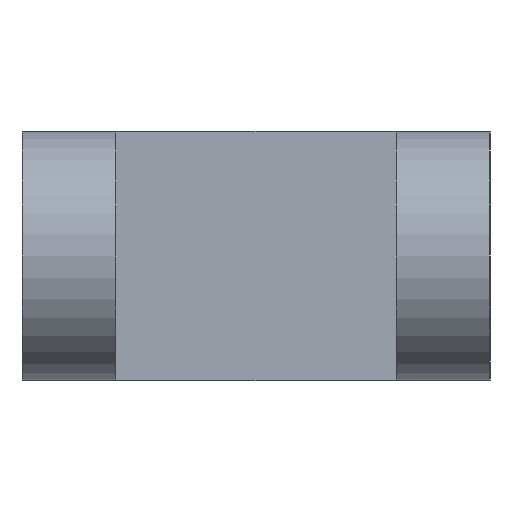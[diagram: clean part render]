
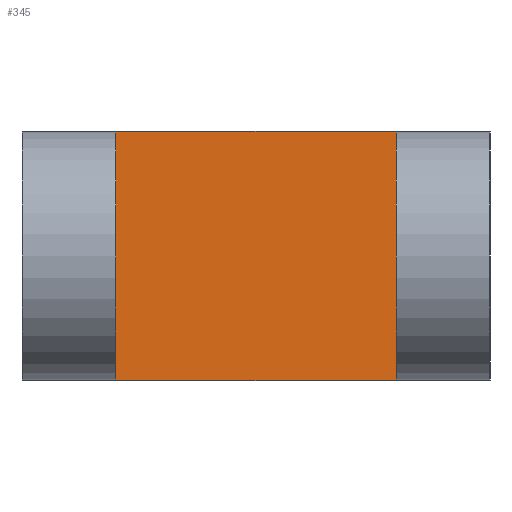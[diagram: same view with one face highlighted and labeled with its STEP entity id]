
A CAD part, left-side view. The second image highlights one B-rep face of the part: STEP entity #345.
In plain terms, the highlighted planar face has unit normal (-1, 0, 0).
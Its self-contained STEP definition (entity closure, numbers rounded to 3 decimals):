
#2 = EDGE_CURVE ( 'NONE', #194, #170, #192, .T. ) ;
#12 = CARTESIAN_POINT ( 'NONE',  ( 16.5, 48., -16.001 ) ) ;
#14 = ORIENTED_EDGE ( 'NONE', *, *, #622, .F. ) ;
#35 = DIRECTION ( 'NONE',  ( 0., 1., 0. ) ) ;
#48 = VECTOR ( 'NONE', #84, 1000. ) ;
#72 = LINE ( 'NONE', #335, #553 ) ;
#84 = DIRECTION ( 'NONE',  ( 0., -1., 0. ) ) ;
#112 = ORIENTED_EDGE ( 'NONE', *, *, #482, .T. ) ;
#130 = ORIENTED_EDGE ( 'NONE', *, *, #2, .T. ) ;
#144 = CARTESIAN_POINT ( 'NONE',  ( 16.5, 12., -16. ) ) ;
#149 = VECTOR ( 'NONE', #234, 1000. ) ;
#170 = VERTEX_POINT ( 'NONE', #144 ) ;
#192 = LINE ( 'NONE', #610, #48 ) ;
#194 = VERTEX_POINT ( 'NONE', #626 ) ;
#203 = VERTEX_POINT ( 'NONE', #483 ) ;
#234 = DIRECTION ( 'NONE',  ( 0., 0., 1. ) ) ;
#259 = EDGE_CURVE ( 'NONE', #170, #604, #72, .T. ) ;
#274 = LINE ( 'NONE', #418, #505 ) ;
#316 = EDGE_LOOP ( 'NONE', ( #130, #370, #112, #14 ) ) ;
#335 = CARTESIAN_POINT ( 'NONE',  ( 16.5, 12., -16.001 ) ) ;
#345 = ADVANCED_FACE ( 'NONE', ( #520 ), #393, .F. ) ;
#370 = ORIENTED_EDGE ( 'NONE', *, *, #259, .T. ) ;
#391 = CARTESIAN_POINT ( 'NONE',  ( 16.5, 12., 16. ) ) ;
#393 = PLANE ( 'NONE',  #454 ) ;
#400 = CARTESIAN_POINT ( 'NONE',  ( 16.5, 48., -16.001 ) ) ;
#418 = CARTESIAN_POINT ( 'NONE',  ( 16.5, 48., 16. ) ) ;
#450 = DIRECTION ( 'NONE',  ( 1., 0., 0. ) ) ;
#454 = AXIS2_PLACEMENT_3D ( 'NONE', #400, #450, #599 ) ;
#482 = EDGE_CURVE ( 'NONE', #604, #203, #274, .T. ) ;
#483 = CARTESIAN_POINT ( 'NONE',  ( 16.5, 48., 16. ) ) ;
#505 = VECTOR ( 'NONE', #35, 1000. ) ;
#520 = FACE_OUTER_BOUND ( 'NONE', #316, .T. ) ;
#553 = VECTOR ( 'NONE', #584, 1000. ) ;
#584 = DIRECTION ( 'NONE',  ( 0., 0., 1. ) ) ;
#599 = DIRECTION ( 'NONE',  ( 0., 0., -1. ) ) ;
#604 = VERTEX_POINT ( 'NONE', #391 ) ;
#609 = LINE ( 'NONE', #12, #149 ) ;
#610 = CARTESIAN_POINT ( 'NONE',  ( 16.5, 48., -16. ) ) ;
#622 = EDGE_CURVE ( 'NONE', #194, #203, #609, .T. ) ;
#626 = CARTESIAN_POINT ( 'NONE',  ( 16.5, 48., -16. ) ) ;
